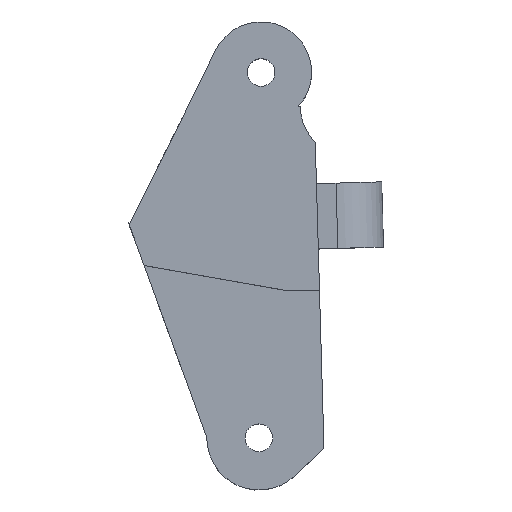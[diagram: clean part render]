
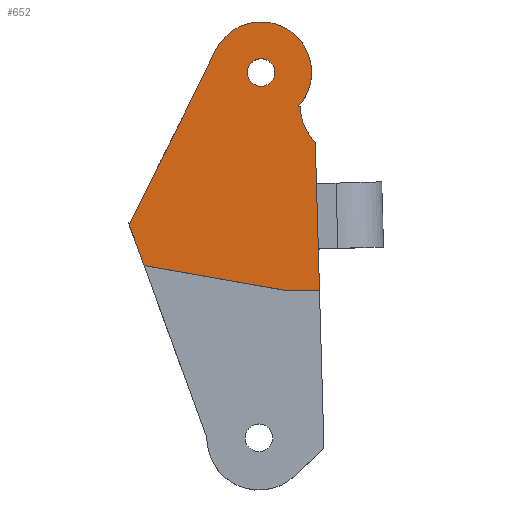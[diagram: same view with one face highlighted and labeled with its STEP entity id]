
A CAD part, top view. The second image highlights one B-rep face of the part: STEP entity #652.
In plain terms, the highlighted planar face has unit normal (0, 0, 1).
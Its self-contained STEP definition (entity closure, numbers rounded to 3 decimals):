
#27=FACE_BOUND('',#124,.T.);
#49=PLANE('',#732);
#80=FACE_OUTER_BOUND('',#123,.T.);
#123=EDGE_LOOP('',(#593,#594,#595,#596,#597,#598,#599,#600,#601));
#124=EDGE_LOOP('',(#602));
#141=LINE('',#962,#207);
#152=LINE('',#992,#218);
#159=LINE('',#1018,#225);
#166=LINE('',#1036,#232);
#181=LINE('',#1069,#247);
#182=LINE('',#1072,#248);
#186=LINE('',#1078,#252);
#207=VECTOR('',#779,10.);
#218=VECTOR('',#804,10.);
#225=VECTOR('',#833,10.);
#232=VECTOR('',#848,10.);
#247=VECTOR('',#877,10.);
#248=VECTOR('',#880,10.);
#252=VECTOR('',#886,10.);
#272=CIRCLE('',#707,3.875);
#275=CIRCLE('',#715,4.);
#276=CIRCLE('',#718,1.063);
#295=VERTEX_POINT('',#959);
#296=VERTEX_POINT('',#961);
#308=VERTEX_POINT('',#990);
#314=VERTEX_POINT('',#1009);
#316=VERTEX_POINT('',#1017);
#322=VERTEX_POINT('',#1033);
#323=VERTEX_POINT('',#1035);
#328=VERTEX_POINT('',#1051);
#334=VERTEX_POINT('',#1067);
#335=VERTEX_POINT('',#1071);
#361=EDGE_CURVE('',#296,#295,#141,.T.);
#376=EDGE_CURVE('',#295,#308,#152,.T.);
#385=EDGE_CURVE('',#314,#296,#272,.T.);
#389=EDGE_CURVE('',#316,#314,#159,.T.);
#398=EDGE_CURVE('',#323,#322,#166,.T.);
#405=EDGE_CURVE('',#322,#316,#275,.T.);
#406=EDGE_CURVE('',#328,#328,#276,.T.);
#415=EDGE_CURVE('',#308,#334,#181,.T.);
#416=EDGE_CURVE('',#335,#334,#182,.T.);
#420=EDGE_CURVE('',#335,#323,#186,.T.);
#593=ORIENTED_EDGE('',*,*,#361,.T.);
#594=ORIENTED_EDGE('',*,*,#376,.T.);
#595=ORIENTED_EDGE('',*,*,#415,.T.);
#596=ORIENTED_EDGE('',*,*,#416,.F.);
#597=ORIENTED_EDGE('',*,*,#420,.T.);
#598=ORIENTED_EDGE('',*,*,#398,.T.);
#599=ORIENTED_EDGE('',*,*,#405,.T.);
#600=ORIENTED_EDGE('',*,*,#389,.T.);
#601=ORIENTED_EDGE('',*,*,#385,.T.);
#602=ORIENTED_EDGE('',*,*,#406,.T.);
#652=ADVANCED_FACE('',(#80,#27),#49,.T.);
#707=AXIS2_PLACEMENT_3D('',#1010,#824,#825);
#715=AXIS2_PLACEMENT_3D('',#1048,#857,#858);
#718=AXIS2_PLACEMENT_3D('',#1052,#863,#864);
#732=AXIS2_PLACEMENT_3D('',#1096,#909,#910);
#779=DIRECTION('',(-0.444,-0.896,0.));
#804=DIRECTION('',(-0.896,0.444,0.));
#824=DIRECTION('center_axis',(0.,0.,1.));
#825=DIRECTION('ref_axis',(-1.,0.,0.));
#833=DIRECTION('',(-1.,0.,0.));
#848=DIRECTION('',(-0.028,1.,0.));
#857=DIRECTION('center_axis',(0.,0.,-1.));
#858=DIRECTION('ref_axis',(1.,0.,0.));
#863=DIRECTION('center_axis',(0.,0.,-1.));
#864=DIRECTION('ref_axis',(-1.,0.,0.));
#877=DIRECTION('',(0.342,-0.94,0.));
#880=DIRECTION('',(-0.985,0.174,0.));
#886=DIRECTION('',(1.,0.,0.));
#909=DIRECTION('center_axis',(0.,0.,1.));
#910=DIRECTION('ref_axis',(1.,0.,0.));
#959=CARTESIAN_POINT('',(-9.888,16.429,14.));
#961=CARTESIAN_POINT('',(-3.312,29.719,14.));
#962=CARTESIAN_POINT('',(-8.001,20.242,14.));
#990=CARTESIAN_POINT('',(-10.,16.485,14.));
#992=CARTESIAN_POINT('',(-6.497,14.752,14.));
#1009=CARTESIAN_POINT('',(2.993,25.356,14.));
#1010=CARTESIAN_POINT('Origin',(0.161,28.,14.));
#1017=CARTESIAN_POINT('',(3.162,25.356,14.));
#1018=CARTESIAN_POINT('',(0.326,25.356,14.));
#1033=CARTESIAN_POINT('',(4.315,22.641,14.));
#1035=CARTESIAN_POINT('',(4.636,11.319,14.));
#1036=CARTESIAN_POINT('',(4.982,-0.841,14.));
#1048=CARTESIAN_POINT('Origin',(7.161,25.452,14.));
#1051=CARTESIAN_POINT('',(1.224,28.,14.));
#1052=CARTESIAN_POINT('Origin',(0.161,28.,14.));
#1067=CARTESIAN_POINT('',(-8.804,13.198,14.));
#1069=CARTESIAN_POINT('',(-10.,16.485,14.));
#1071=CARTESIAN_POINT('',(1.855,11.319,14.));
#1072=CARTESIAN_POINT('',(-3.155,12.202,14.));
#1078=CARTESIAN_POINT('',(-5.314,11.319,14.));
#1096=CARTESIAN_POINT('Origin',(-2.509,14.,14.));
